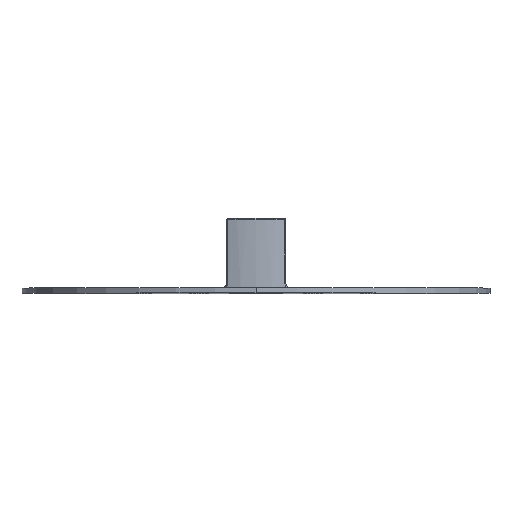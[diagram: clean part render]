
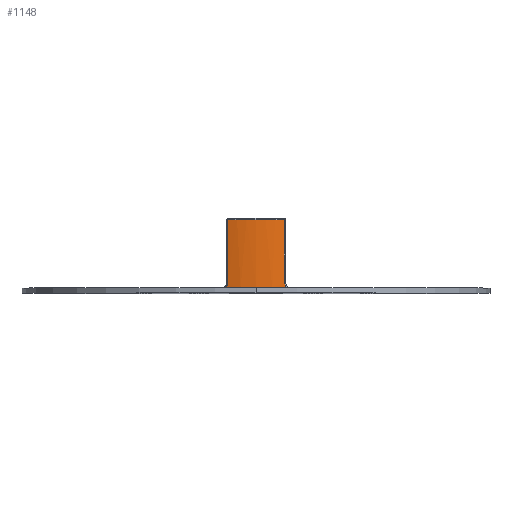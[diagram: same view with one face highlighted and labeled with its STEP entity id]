
A CAD part, top view. The second image highlights one B-rep face of the part: STEP entity #1148.
In plain terms, the highlighted cylindrical face has radius 39.151 mm (diameter 78.301 mm), a partial arc.
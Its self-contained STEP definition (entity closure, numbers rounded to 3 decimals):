
#20 = CARTESIAN_POINT ( 'NONE',  ( 0., 8.5, 0. ) ) ;
#24 = CARTESIAN_POINT ( 'NONE',  ( 0., 2., 0. ) ) ;
#85 = B_SPLINE_CURVE_WITH_KNOTS ( 'NONE', 3,
 ( #2116, #2614, #147, #878, #1367, #843, #355, #113, #3122, #1870, #3109, #97 ),
 .UNSPECIFIED., .F., .F.,
 ( 4, 2, 2, 2, 2, 4 ),
 ( 0., 0.001, 0.002, 0.002, 0.002, 0.003 ),
 .UNSPECIFIED. ) ;
#87 = ORIENTED_EDGE ( 'NONE', *, *, #128, .T. ) ;
#97 = CARTESIAN_POINT ( 'NONE',  ( 10.737, 4.5, 37.649 ) ) ;
#113 = CARTESIAN_POINT ( 'NONE',  ( 10.902, 3.518, 37.602 ) ) ;
#128 = EDGE_CURVE ( 'NONE', #1844, #1900, #85, .T. ) ;
#147 = CARTESIAN_POINT ( 'NONE',  ( 11.706, 2.29, 37.36 ) ) ;
#160 = CARTESIAN_POINT ( 'NONE',  ( -11.206, 2.538, 37.513 ) ) ;
#164 = DIRECTION ( 'NONE',  ( 0., -1., 0. ) ) ;
#190 = CARTESIAN_POINT ( 'NONE',  ( 10.737, 4.5, 37.649 ) ) ;
#228 = CARTESIAN_POINT ( 'NONE',  ( -10.737, 4., 37.649 ) ) ;
#229 = CARTESIAN_POINT ( 'NONE',  ( 10.737, 8.5, 37.649 ) ) ;
#247 = EDGE_CURVE ( 'NONE', #1900, #1703, #3204, .T. ) ;
#322 = CIRCLE ( 'NONE', #2139, 39.151 ) ;
#355 = CARTESIAN_POINT ( 'NONE',  ( 10.994, 3.286, 37.575 ) ) ;
#393 = DIRECTION ( 'NONE',  ( 0., -1., 0. ) ) ;
#404 = DIRECTION ( 'NONE',  ( 0., -1., 0. ) ) ;
#407 = CARTESIAN_POINT ( 'NONE',  ( 0., 28., 0. ) ) ;
#459 = CYLINDRICAL_SURFACE ( 'NONE', #1501, 39.151 ) ;
#504 = FACE_OUTER_BOUND ( 'NONE', #738, .T. ) ;
#565 = CIRCLE ( 'NONE', #1910, 39.151 ) ;
#631 = CARTESIAN_POINT ( 'NONE',  ( -11.596, 2.114, 37.394 ) ) ;
#675 = CARTESIAN_POINT ( 'NONE',  ( -11.456, 2.244, 37.437 ) ) ;
#738 = EDGE_LOOP ( 'NONE', ( #2137, #3148, #3037, #87, #947, #2431, #3128 ) ) ;
#770 = DIRECTION ( 'NONE',  ( 0., 1., 0. ) ) ;
#843 = CARTESIAN_POINT ( 'NONE',  ( 11.047, 3.174, 37.56 ) ) ;
#870 = CARTESIAN_POINT ( 'NONE',  ( -11.098, 2.7, 37.545 ) ) ;
#878 = CARTESIAN_POINT ( 'NONE',  ( 11.373, 2.648, 37.463 ) ) ;
#904 = LINE ( 'NONE', #3136, #1553 ) ;
#942 = DIRECTION ( 'NONE',  ( 0., 0., 1. ) ) ;
#947 = ORIENTED_EDGE ( 'NONE', *, *, #247, .T. ) ;
#1014 = DIRECTION ( 'NONE',  ( 0., 0., 1. ) ) ;
#1148 = ADVANCED_FACE ( 'NONE', ( #504 ), #459, .T. ) ;
#1149 = CARTESIAN_POINT ( 'NONE',  ( -11.75, 2., 37.346 ) ) ;
#1165 = CARTESIAN_POINT ( 'NONE',  ( -10.737, 4., 37.649 ) ) ;
#1207 = B_SPLINE_CURVE_WITH_KNOTS ( 'NONE', 3,
 ( #1165, #2375, #2653, #1392, #2406, #870, #160, #675, #631, #1149 ),
 .UNSPECIFIED., .F., .F.,
 ( 4, 2, 2, 2, 4 ),
 ( 0., 0.001, 0.001, 0.002, 0.002 ),
 .UNSPECIFIED. ) ;
#1257 = VERTEX_POINT ( 'NONE', #1535 ) ;
#1367 = CARTESIAN_POINT ( 'NONE',  ( 11.226, 2.85, 37.507 ) ) ;
#1382 = CARTESIAN_POINT ( 'NONE',  ( 10.737, 28., 37.649 ) ) ;
#1392 = CARTESIAN_POINT ( 'NONE',  ( -10.852, 3.23, 37.616 ) ) ;
#1406 = CARTESIAN_POINT ( 'NONE',  ( 12.096, 2., 37.235 ) ) ;
#1412 = AXIS2_PLACEMENT_3D ( 'NONE', #24, #770, #1014 ) ;
#1482 = VERTEX_POINT ( 'NONE', #2002 ) ;
#1501 = AXIS2_PLACEMENT_3D ( 'NONE', #20, #2218, #3226 ) ;
#1535 = CARTESIAN_POINT ( 'NONE',  ( -10.737, 28., 37.649 ) ) ;
#1553 = VECTOR ( 'NONE', #164, 1000. ) ;
#1638 = CARTESIAN_POINT ( 'NONE',  ( 0., 28., 0. ) ) ;
#1703 = VERTEX_POINT ( 'NONE', #1382 ) ;
#1730 = VERTEX_POINT ( 'NONE', #2642 ) ;
#1786 = EDGE_CURVE ( 'NONE', #1257, #2802, #904, .T. ) ;
#1844 = VERTEX_POINT ( 'NONE', #1406 ) ;
#1867 = EDGE_CURVE ( 'NONE', #1482, #1257, #565, .T. ) ;
#1870 = CARTESIAN_POINT ( 'NONE',  ( 10.769, 4., 37.64 ) ) ;
#1900 = VERTEX_POINT ( 'NONE', #190 ) ;
#1910 = AXIS2_PLACEMENT_3D ( 'NONE', #407, #393, #2899 ) ;
#2002 = CARTESIAN_POINT ( 'NONE',  ( 0., 28., 39.151 ) ) ;
#2021 = EDGE_CURVE ( 'NONE', #2802, #1730, #1207, .T. ) ;
#2116 = CARTESIAN_POINT ( 'NONE',  ( 12.096, 2., 37.235 ) ) ;
#2137 = ORIENTED_EDGE ( 'NONE', *, *, #1786, .T. ) ;
#2139 = AXIS2_PLACEMENT_3D ( 'NONE', #1638, #404, #942 ) ;
#2218 = DIRECTION ( 'NONE',  ( 0., -1., 0. ) ) ;
#2304 = EDGE_CURVE ( 'NONE', #1730, #1844, #2879, .T. ) ;
#2355 = EDGE_CURVE ( 'NONE', #1703, #1482, #322, .T. ) ;
#2375 = CARTESIAN_POINT ( 'NONE',  ( -10.737, 3.802, 37.649 ) ) ;
#2406 = CARTESIAN_POINT ( 'NONE',  ( -10.922, 3.044, 37.596 ) ) ;
#2431 = ORIENTED_EDGE ( 'NONE', *, *, #2355, .T. ) ;
#2614 = CARTESIAN_POINT ( 'NONE',  ( 11.892, 2.133, 37.301 ) ) ;
#2642 = CARTESIAN_POINT ( 'NONE',  ( -11.75, 2., 37.346 ) ) ;
#2653 = CARTESIAN_POINT ( 'NONE',  ( -10.761, 3.609, 37.643 ) ) ;
#2730 = DIRECTION ( 'NONE',  ( 0., 1., 0. ) ) ;
#2802 = VERTEX_POINT ( 'NONE', #228 ) ;
#2879 = CIRCLE ( 'NONE', #1412, 39.151 ) ;
#2899 = DIRECTION ( 'NONE',  ( 0., 0., 1. ) ) ;
#3037 = ORIENTED_EDGE ( 'NONE', *, *, #2304, .T. ) ;
#3100 = VECTOR ( 'NONE', #2730, 1000. ) ;
#3109 = CARTESIAN_POINT ( 'NONE',  ( 10.737, 4.247, 37.649 ) ) ;
#3122 = CARTESIAN_POINT ( 'NONE',  ( 10.862, 3.638, 37.613 ) ) ;
#3128 = ORIENTED_EDGE ( 'NONE', *, *, #1867, .T. ) ;
#3136 = CARTESIAN_POINT ( 'NONE',  ( -10.737, 8.5, 37.649 ) ) ;
#3148 = ORIENTED_EDGE ( 'NONE', *, *, #2021, .T. ) ;
#3204 = LINE ( 'NONE', #229, #3100 ) ;
#3226 = DIRECTION ( 'NONE',  ( 0., 0., -1. ) ) ;
